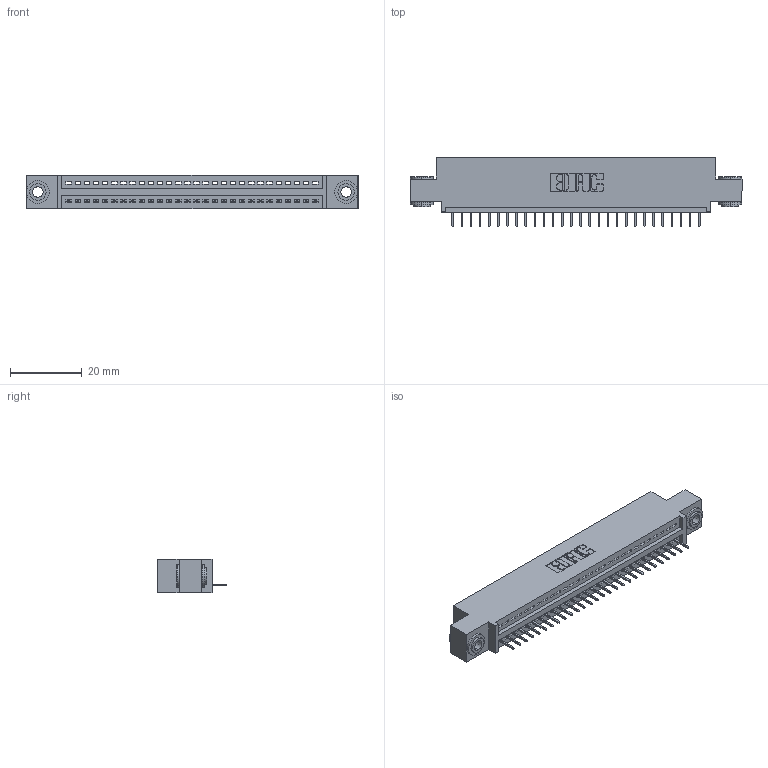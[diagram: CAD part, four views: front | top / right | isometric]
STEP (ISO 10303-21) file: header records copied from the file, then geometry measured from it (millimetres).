
FILE_DESCRIPTION (( 'STEP AP203' ), '1' );
FILE_NAME ('395-028-524-403.STEP', '2019-10-19T03:42:58', ( '' ), ( '' ), 'SwSTEP 2.0', 'SolidWorks 2016', '' );
FILE_SCHEMA (( 'CONFIG_CONTROL_DESIGN' ));
Length unit declared in the file: inch
Products named in the file (4): 345 Part_0.110 Offset - 0.156 Dia-TH; 345-292-001_345-293-124; 395-028-524-403; 345-250-002_345-250-002-102
Assembly tree (31 placements, depth 2):
  395-028-524-403
    345 Part_0.110 Offset - 0.156 Dia-TH
    345-292-001_345-293-124  x28
    345-250-002_345-250-002-102  x2
Bounding box: 92.33 x 19.35 x 9.4 mm (x, y, z)
Volume: 8490.2 mm3; surface area: 11035.2 mm2
Topology: 31 solids, 31 shells, 1904 faces, 5469 edges, 3530 vertices
Faces by surface type: plane 1382, cylinder 514, cone 8
Entity records: 23814 total; most frequent: CARTESIAN_POINT 4103, ORIENTED_EDGE 4058, DIRECTION 3635, EDGE_CURVE 2029, LINE 1765, VECTOR 1765, VERTEX_POINT 1346, AXIS2_PLACEMENT_3D 935
